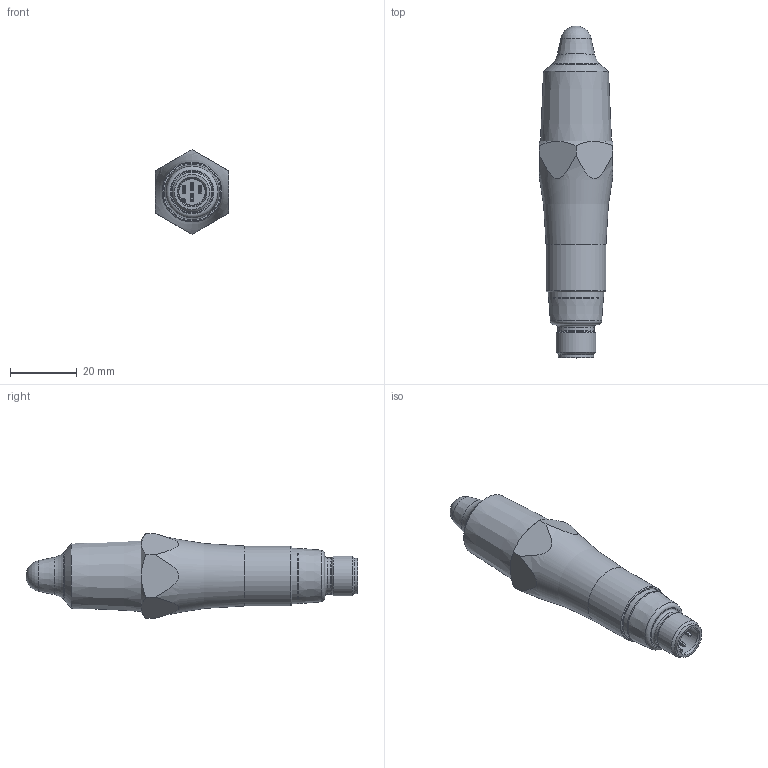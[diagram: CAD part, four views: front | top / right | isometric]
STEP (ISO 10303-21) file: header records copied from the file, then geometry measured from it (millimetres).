
FILE_DESCRIPTION( ( 'Unknown' ), '1' );
FILE_NAME( 'LBFS-x1Nxxx.step', 'Unknown', ( 'Unknown' ), ( 'Unknown' ), 'PSStep 15.0.49', 'Unknown', ' ' );
FILE_SCHEMA( ( 'AUTOMOTIVE_DESIGN { 1 0 10303 214 1 1 1 1 }' ) );
Length unit declared in the file: millimetre
Products named in the file (1): 11151985
Bounding box: 22 x 99.73 x 25.4 mm (x, y, z)
Volume: 24918.7 mm3; surface area: 6236.3 mm2
Topology: 1 solids, 1 shells, 168 faces, 439 edges, 277 vertices
Faces by surface type: plane 95, cylinder 45, cone 9, sphere 9, torus 8, bspline 2
Full cylindrical faces by diameter (mm): 10.6 x1, 11 x1, 12 x1, 16.6 x1, 18 x1
Entity records: 6480 total; most frequent: CARTESIAN_POINT 1162, DIRECTION 830, ORIENTED_EDGE 790, EDGE_CURVE 395, AXIS2_PLACEMENT_3D 290, VERTEX_POINT 264, LINE 250, VECTOR 250
